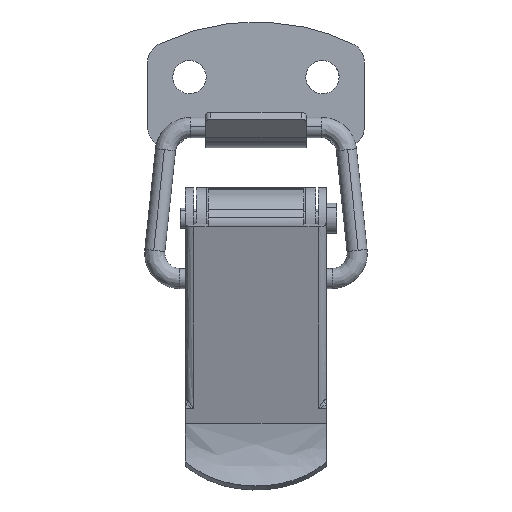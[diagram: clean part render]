
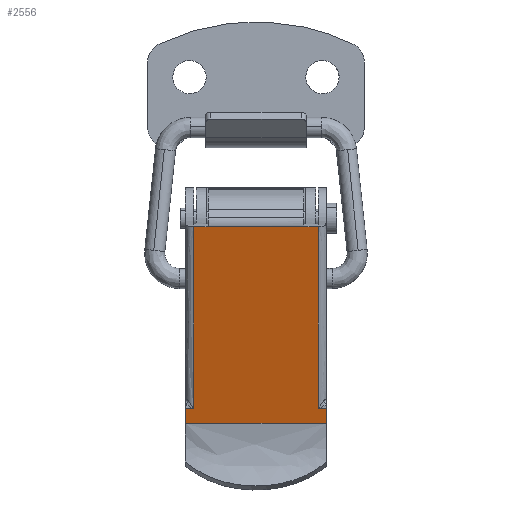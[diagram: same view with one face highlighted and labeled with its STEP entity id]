
A CAD part, front view. The second image highlights one B-rep face of the part: STEP entity #2556.
In plain terms, the highlighted free-form (B-spline) face has degree [1, 1] with [2, 2] control points.
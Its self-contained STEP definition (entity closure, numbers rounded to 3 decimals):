
#2226=CARTESIAN_POINT('',(-7.,0.684,-29.377));
#2227=VERTEX_POINT('',#2226);
#2285=CARTESIAN_POINT('',(7.0,0.684,-29.377));
#2286=VERTEX_POINT('',#2285);
#2295=CARTESIAN_POINT('',(-7.,0.684,-29.377));
#2296=CARTESIAN_POINT('',(7.0,0.684,-29.377));
#2297=QUASI_UNIFORM_CURVE('',1,(#2295,#2296),.UNSPECIFIED.,.F.,.U.);
#2298=EDGE_CURVE('',#2227,#2286,#2297,.T.);
#2358=CARTESIAN_POINT('',(-6.2,0.25,-27.885));
#2359=VERTEX_POINT('',#2358);
#2371=CARTESIAN_POINT('',(-6.2,-5.,-9.842));
#2372=VERTEX_POINT('',#2371);
#2373=CARTESIAN_POINT('',(-6.2,-5.,-9.842));
#2374=CARTESIAN_POINT('',(-6.2,0.25,-27.885));
#2375=QUASI_UNIFORM_CURVE('',1,(#2373,#2374),.UNSPECIFIED.,.F.,.U.);
#2376=EDGE_CURVE('',#2372,#2359,#2375,.T.);
#2481=CARTESIAN_POINT('',(7.699,0.968,-30.353));
#2482=CARTESIAN_POINT('',(7.699,-5.286,-8.86));
#2483=CARTESIAN_POINT('',(-7.699,0.968,-30.353));
#2484=CARTESIAN_POINT('',(-7.699,-5.286,-8.86));
#2485=B_SPLINE_SURFACE_WITH_KNOTS('',1,1,((#2481,#2483),(#2482,#2484)),.UNSPECIFIED.,.F.,.F.,.U.,(2,2),(2,2),(0.0,22.384),(0.0,15.399),.UNSPECIFIED.);
#2486=CARTESIAN_POINT('',(4.75,-5.,-9.842));
#2487=VERTEX_POINT('',#2486);
#2488=CARTESIAN_POINT('',(4.75,-5.002,-9.837));
#2489=VERTEX_POINT('',#2488);
#2490=CARTESIAN_POINT('',(4.75,-5.,-9.842));
#2491=CARTESIAN_POINT('',(4.75,-5.002,-9.837));
#2492=QUASI_UNIFORM_CURVE('',1,(#2490,#2491),.UNSPECIFIED.,.F.,.U.);
#2493=EDGE_CURVE('',#2487,#2489,#2492,.T.);
#2494=ORIENTED_EDGE('',*,*,#2493,.T.);
#2495=CARTESIAN_POINT('',(-4.75,-5.002,-9.837));
#2496=VERTEX_POINT('',#2495);
#2497=CARTESIAN_POINT('',(4.75,-5.002,-9.837));
#2498=CARTESIAN_POINT('',(-4.75,-5.002,-9.837));
#2499=QUASI_UNIFORM_CURVE('',1,(#2497,#2498),.UNSPECIFIED.,.F.,.U.);
#2500=EDGE_CURVE('',#2489,#2496,#2499,.T.);
#2501=ORIENTED_EDGE('',*,*,#2500,.T.);
#2502=CARTESIAN_POINT('',(-4.75,-5.,-9.842));
#2503=VERTEX_POINT('',#2502);
#2504=CARTESIAN_POINT('',(-4.75,-5.,-9.842));
#2505=CARTESIAN_POINT('',(-4.75,-5.002,-9.837));
#2506=QUASI_UNIFORM_CURVE('',1,(#2504,#2505),.UNSPECIFIED.,.F.,.U.);
#2507=EDGE_CURVE('',#2503,#2496,#2506,.T.);
#2508=ORIENTED_EDGE('',*,*,#2507,.F.);
#2509=CARTESIAN_POINT('',(-6.2,-5.,-9.842));
#2510=CARTESIAN_POINT('',(-4.75,-5.,-9.842));
#2511=QUASI_UNIFORM_CURVE('',1,(#2509,#2510),.UNSPECIFIED.,.F.,.U.);
#2512=EDGE_CURVE('',#2372,#2503,#2511,.T.);
#2513=ORIENTED_EDGE('',*,*,#2512,.F.);
#2514=ORIENTED_EDGE('',*,*,#2376,.T.);
#2515=CARTESIAN_POINT('',(-7.,0.25,-27.885));
#2516=VERTEX_POINT('',#2515);
#2517=CARTESIAN_POINT('',(-6.2,0.25,-27.885));
#2518=CARTESIAN_POINT('',(-7.,0.25,-27.885));
#2519=QUASI_UNIFORM_CURVE('',1,(#2517,#2518),.UNSPECIFIED.,.F.,.U.);
#2520=EDGE_CURVE('',#2359,#2516,#2519,.T.);
#2521=ORIENTED_EDGE('',*,*,#2520,.T.);
#2522=CARTESIAN_POINT('',(-7.,0.684,-29.377));
#2523=CARTESIAN_POINT('',(-7.,0.25,-27.885));
#2524=QUASI_UNIFORM_CURVE('',1,(#2522,#2523),.UNSPECIFIED.,.F.,.U.);
#2525=EDGE_CURVE('',#2227,#2516,#2524,.T.);
#2526=ORIENTED_EDGE('',*,*,#2525,.F.);
#2527=ORIENTED_EDGE('',*,*,#2298,.T.);
#2528=CARTESIAN_POINT('',(7.0,0.25,-27.885));
#2529=VERTEX_POINT('',#2528);
#2530=CARTESIAN_POINT('',(7.0,0.684,-29.377));
#2531=CARTESIAN_POINT('',(7.0,0.25,-27.885));
#2532=QUASI_UNIFORM_CURVE('',1,(#2530,#2531),.UNSPECIFIED.,.F.,.U.);
#2533=EDGE_CURVE('',#2286,#2529,#2532,.T.);
#2534=ORIENTED_EDGE('',*,*,#2533,.T.);
#2535=CARTESIAN_POINT('',(6.2,0.25,-27.885));
#2536=VERTEX_POINT('',#2535);
#2537=CARTESIAN_POINT('',(7.0,0.25,-27.885));
#2538=CARTESIAN_POINT('',(6.2,0.25,-27.885));
#2539=QUASI_UNIFORM_CURVE('',1,(#2537,#2538),.UNSPECIFIED.,.F.,.U.);
#2540=EDGE_CURVE('',#2529,#2536,#2539,.T.);
#2541=ORIENTED_EDGE('',*,*,#2540,.T.);
#2542=CARTESIAN_POINT('',(6.2,-5.,-9.842));
#2543=VERTEX_POINT('',#2542);
#2544=CARTESIAN_POINT('',(6.2,0.25,-27.885));
#2545=CARTESIAN_POINT('',(6.2,-5.,-9.842));
#2546=QUASI_UNIFORM_CURVE('',1,(#2544,#2545),.UNSPECIFIED.,.F.,.U.);
#2547=EDGE_CURVE('',#2536,#2543,#2546,.T.);
#2548=ORIENTED_EDGE('',*,*,#2547,.T.);
#2549=CARTESIAN_POINT('',(4.75,-5.,-9.842));
#2550=CARTESIAN_POINT('',(6.2,-5.,-9.842));
#2551=QUASI_UNIFORM_CURVE('',1,(#2549,#2550),.UNSPECIFIED.,.F.,.U.);
#2552=EDGE_CURVE('',#2487,#2543,#2551,.T.);
#2553=ORIENTED_EDGE('',*,*,#2552,.F.);
#2554=EDGE_LOOP('',(#2494,#2501,#2508,#2513,#2514,#2521,#2526,#2527,#2534,#2541,#2548,#2553));
#2555=FACE_OUTER_BOUND('',#2554,.T.);
#2556=ADVANCED_FACE('',(#2555),#2485,.T.);
